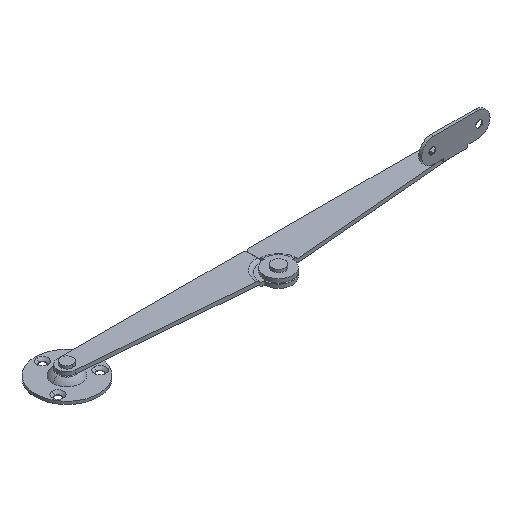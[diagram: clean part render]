
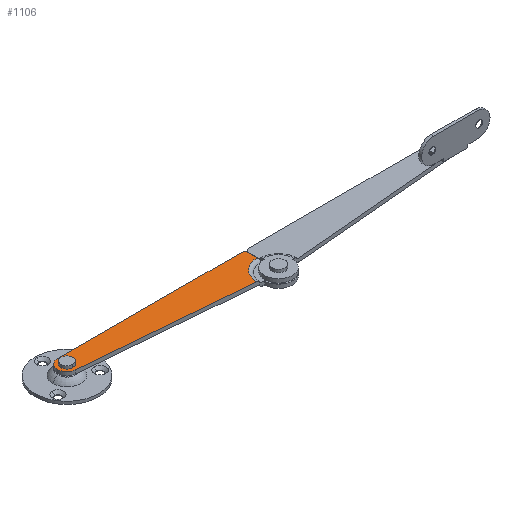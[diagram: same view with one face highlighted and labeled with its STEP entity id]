
A CAD part, isometric view. The second image highlights one B-rep face of the part: STEP entity #1106.
In plain terms, the highlighted planar face has unit normal (0, 0, 1).
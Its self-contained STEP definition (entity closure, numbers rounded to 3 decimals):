
#349 = AXIS2_PLACEMENT_3D ( 'NONE', #3262, #3263, #3264 ) ;
#388 = AXIS2_PLACEMENT_3D ( 'NONE', #3250, #3251, #3252 ) ;
#429 = EDGE_CURVE ( 'NONE', #2894, #2889, #1237, .T. ) ;
#433 = EDGE_CURVE ( 'NONE', #2912, #2903, #1239, .T. ) ;
#633 = CARTESIAN_POINT ( 'NONE',  ( -2., 18., 3.25 ) ) ;
#635 = CARTESIAN_POINT ( 'NONE',  ( 0., 16., 3.25 ) ) ;
#636 = CARTESIAN_POINT ( 'NONE',  ( -100.43, 8.019, 3.25 ) ) ;
#641 = CARTESIAN_POINT ( 'NONE',  ( -105., 13., 3.25 ) ) ;
#642 = CARTESIAN_POINT ( 'NONE',  ( -11.349, 0.332, 3.25 ) ) ;
#648 = CARTESIAN_POINT ( 'NONE',  ( 0., 11.354, 3.25 ) ) ;
#650 = CARTESIAN_POINT ( 'NONE',  ( -98.4, 13., 3.25 ) ) ;
#659 = CARTESIAN_POINT ( 'NONE',  ( -101.6, 13., 3.25 ) ) ;
#662 = CARTESIAN_POINT ( 'NONE',  ( -100., 18., 3.25 ) ) ;
#1106 = ADVANCED_FACE ( 'NONE', ( #1535, #1589 ), #3287, .T. ) ;
#1237 = CIRCLE ( 'NONE', #388, 5. ) ;
#1239 = CIRCLE ( 'NONE', #349, 1.6 ) ;
#1312 = CIRCLE ( 'NONE', #1688, 5. ) ;
#1319 = CIRCLE ( 'NONE', #1713, 1.6 ) ;
#1323 = CIRCLE ( 'NONE', #1693, 11.354 ) ;
#1324 = CIRCLE ( 'NONE', #1694, 2. ) ;
#1447 = AXIS2_PLACEMENT_3D ( 'NONE', #3288, #3289, #3290 ) ;
#1535 = FACE_OUTER_BOUND ( 'NONE', #3150, .T. ) ;
#1589 = FACE_BOUND ( 'NONE', #3151, .T. ) ;
#1672 = VECTOR ( 'NONE', #2467, 1000. ) ;
#1688 = AXIS2_PLACEMENT_3D ( 'NONE', #2326, #2327, #2328 ) ;
#1693 = AXIS2_PLACEMENT_3D ( 'NONE', #2350, #2351, #2352 ) ;
#1694 = AXIS2_PLACEMENT_3D ( 'NONE', #2353, #2360, #2361 ) ;
#1697 = VECTOR ( 'NONE', #2356, 1000. ) ;
#1703 = VECTOR ( 'NONE', #2359, 1000. ) ;
#1713 = AXIS2_PLACEMENT_3D ( 'NONE', #2329, #2330, #2331 ) ;
#1870 = EDGE_CURVE ( 'NONE', #2915, #2894, #1312, .T. ) ;
#1871 = EDGE_CURVE ( 'NONE', #2903, #2912, #1319, .T. ) ;
#1878 = EDGE_CURVE ( 'NONE', #2895, #2901, #1323, .T. ) ;
#1879 = EDGE_CURVE ( 'NONE', #2901, #2888, #2354, .T. ) ;
#1880 = EDGE_CURVE ( 'NONE', #2889, #2895, #2357, .T. ) ;
#1881 = EDGE_CURVE ( 'NONE', #2888, #2886, #1324, .T. ) ;
#1916 = EDGE_CURVE ( 'NONE', #2886, #2915, #2465, .T. ) ;
#2326 = CARTESIAN_POINT ( 'NONE',  ( -100., 13., 3.25 ) ) ;
#2327 = DIRECTION ( 'NONE',  ( 0., 0., 1. ) ) ;
#2328 = DIRECTION ( 'NONE',  ( 1., 0., 0. ) ) ;
#2329 = CARTESIAN_POINT ( 'NONE',  ( -100., 13., 3.25 ) ) ;
#2330 = DIRECTION ( 'NONE',  ( 0., 0., 1. ) ) ;
#2331 = DIRECTION ( 'NONE',  ( 1., 0., 0. ) ) ;
#2350 = CARTESIAN_POINT ( 'NONE',  ( 0., 0., 3.25 ) ) ;
#2351 = DIRECTION ( 'NONE',  ( 0., 0., -1. ) ) ;
#2352 = DIRECTION ( 'NONE',  ( 1., 0., 0. ) ) ;
#2353 = CARTESIAN_POINT ( 'NONE',  ( -2., 16., 3.25 ) ) ;
#2354 = LINE ( 'NONE', #2355, #1697 ) ;
#2355 = CARTESIAN_POINT ( 'NONE',  ( 0., 7.5, 3.25 ) ) ;
#2356 = DIRECTION ( 'NONE',  ( 0., 1., 0. ) ) ;
#2357 = LINE ( 'NONE', #2358, #1703 ) ;
#2358 = CARTESIAN_POINT ( 'NONE',  ( -100.43, 8.019, 3.25 ) ) ;
#2359 = DIRECTION ( 'NONE',  ( 0.996, -0.086, 0. ) ) ;
#2360 = DIRECTION ( 'NONE',  ( 0., 0., 1. ) ) ;
#2361 = DIRECTION ( 'NONE',  ( 1., 0., 0. ) ) ;
#2465 = LINE ( 'NONE', #2466, #1672 ) ;
#2466 = CARTESIAN_POINT ( 'NONE',  ( 0., 18., 3.25 ) ) ;
#2467 = DIRECTION ( 'NONE',  ( -1., 0., 0. ) ) ;
#2621 = ORIENTED_EDGE ( 'NONE', *, *, #1880, .T. ) ;
#2622 = ORIENTED_EDGE ( 'NONE', *, *, #1879, .T. ) ;
#2623 = ORIENTED_EDGE ( 'NONE', *, *, #1878, .T. ) ;
#2624 = ORIENTED_EDGE ( 'NONE', *, *, #1881, .T. ) ;
#2625 = ORIENTED_EDGE ( 'NONE', *, *, #1916, .T. ) ;
#2626 = ORIENTED_EDGE ( 'NONE', *, *, #429, .T. ) ;
#2627 = ORIENTED_EDGE ( 'NONE', *, *, #1870, .T. ) ;
#2628 = ORIENTED_EDGE ( 'NONE', *, *, #433, .F. ) ;
#2629 = ORIENTED_EDGE ( 'NONE', *, *, #1871, .F. ) ;
#2886 = VERTEX_POINT ( 'NONE', #633 ) ;
#2888 = VERTEX_POINT ( 'NONE', #635 ) ;
#2889 = VERTEX_POINT ( 'NONE', #636 ) ;
#2894 = VERTEX_POINT ( 'NONE', #641 ) ;
#2895 = VERTEX_POINT ( 'NONE', #642 ) ;
#2901 = VERTEX_POINT ( 'NONE', #648 ) ;
#2903 = VERTEX_POINT ( 'NONE', #650 ) ;
#2912 = VERTEX_POINT ( 'NONE', #659 ) ;
#2915 = VERTEX_POINT ( 'NONE', #662 ) ;
#3150 = EDGE_LOOP ( 'NONE', ( #2621, #2623, #2622, #2624, #2625, #2627, #2626 ) ) ;
#3151 = EDGE_LOOP ( 'NONE', ( #2628, #2629 ) ) ;
#3250 = CARTESIAN_POINT ( 'NONE',  ( -100., 13., 3.25 ) ) ;
#3251 = DIRECTION ( 'NONE',  ( 0., 0., 1. ) ) ;
#3252 = DIRECTION ( 'NONE',  ( 1., 0., 0. ) ) ;
#3262 = CARTESIAN_POINT ( 'NONE',  ( -100., 13., 3.25 ) ) ;
#3263 = DIRECTION ( 'NONE',  ( 0., 0., 1. ) ) ;
#3264 = DIRECTION ( 'NONE',  ( 1., 0., 0. ) ) ;
#3287 = PLANE ( 'NONE',  #1447 ) ;
#3288 = CARTESIAN_POINT ( 'NONE',  ( 0., 0., 3.25 ) ) ;
#3289 = DIRECTION ( 'NONE',  ( 0., 0., 1. ) ) ;
#3290 = DIRECTION ( 'NONE',  ( 1., 0., 0. ) ) ;
